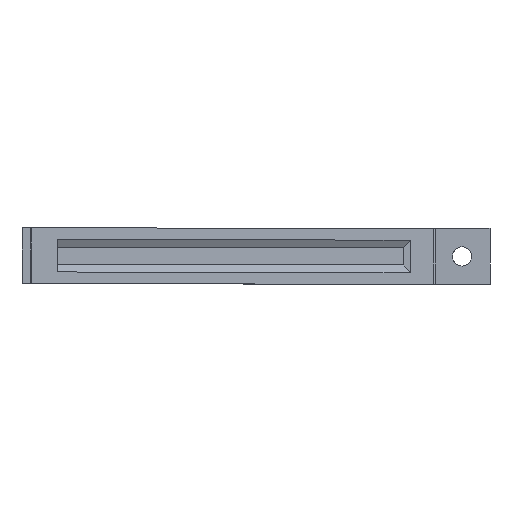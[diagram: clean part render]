
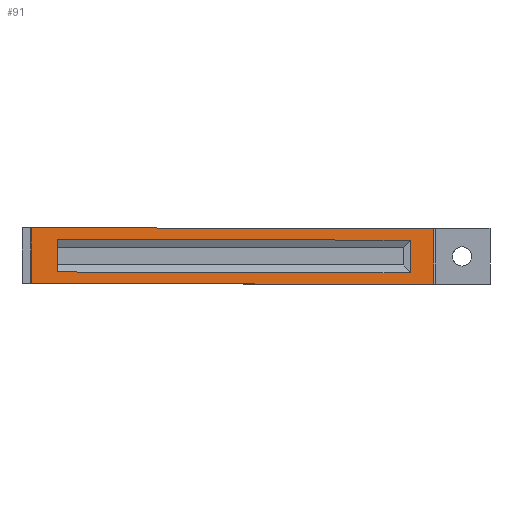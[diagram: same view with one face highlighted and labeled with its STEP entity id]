
A CAD part, top view. The second image highlights one B-rep face of the part: STEP entity #91.
In plain terms, the highlighted planar face has unit normal (0.707, 0, 0.707).
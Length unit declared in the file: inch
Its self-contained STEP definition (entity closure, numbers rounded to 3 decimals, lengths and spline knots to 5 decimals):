
#91=ADVANCED_FACE('',(#201,#202),#203,.T.);
#201=FACE_OUTER_BOUND('',#374,.T.);
#202=FACE_BOUND('',#375,.T.);
#203=PLANE('',#376);
#374=EDGE_LOOP('',(#649,#650,#651,#652,#653,#654,#655,#656));
#375=EDGE_LOOP('',(#657,#658,#659,#660));
#376=AXIS2_PLACEMENT_3D('',#661,#662,#663);
#649=ORIENTED_EDGE('',*,*,#932,.T.);
#650=ORIENTED_EDGE('',*,*,#917,.T.);
#651=ORIENTED_EDGE('',*,*,#888,.F.);
#652=ORIENTED_EDGE('',*,*,#908,.T.);
#653=ORIENTED_EDGE('',*,*,#933,.T.);
#654=ORIENTED_EDGE('',*,*,#921,.F.);
#655=ORIENTED_EDGE('',*,*,#934,.T.);
#656=ORIENTED_EDGE('',*,*,#935,.T.);
#657=ORIENTED_EDGE('',*,*,#936,.F.);
#658=ORIENTED_EDGE('',*,*,#937,.F.);
#659=ORIENTED_EDGE('',*,*,#904,.F.);
#660=ORIENTED_EDGE('',*,*,#938,.F.);
#661=CARTESIAN_POINT('',(4.93662,1.39903,11.19355));
#662=DIRECTION('',(0.707,0.0,0.707));
#663=DIRECTION('',(-0.707,0.0,0.707));
#888=EDGE_CURVE('',#1049,#1044,#1051,.T.);
#904=EDGE_CURVE('',#1076,#1078,#1079,.T.);
#908=EDGE_CURVE('',#1049,#1083,#1085,.T.);
#917=EDGE_CURVE('',#1094,#1044,#1098,.T.);
#921=EDGE_CURVE('',#1102,#1100,#1104,.T.);
#932=EDGE_CURVE('',#1121,#1094,#1122,.T.);
#933=EDGE_CURVE('',#1083,#1100,#1123,.T.);
#934=EDGE_CURVE('',#1102,#1124,#1125,.T.);
#935=EDGE_CURVE('',#1124,#1121,#1126,.T.);
#936=EDGE_CURVE('',#1127,#1128,#1129,.T.);
#937=EDGE_CURVE('',#1078,#1127,#1130,.T.);
#938=EDGE_CURVE('',#1128,#1076,#1131,.T.);
#1044=VERTEX_POINT('',#1300);
#1049=VERTEX_POINT('',#1307);
#1051=LINE('',#1310,#1311);
#1076=VERTEX_POINT('',#1378);
#1078=VERTEX_POINT('',#1385);
#1079=LINE('',#1386,#1387);
#1083=VERTEX_POINT('',#1392);
#1085=LINE('',#1395,#1396);
#1094=VERTEX_POINT('',#1419);
#1098=LINE('',#1425,#1426);
#1100=VERTEX_POINT('',#1428);
#1102=VERTEX_POINT('',#1430);
#1104=LINE('',#1432,#1433);
#1121=VERTEX_POINT('',#1455);
#1122=LINE('',#1456,#1457);
#1123=LINE('',#1458,#1459);
#1124=VERTEX_POINT('',#1460);
#1125=LINE('',#1461,#1462);
#1126=LINE('',#1463,#1464);
#1127=VERTEX_POINT('',#1465);
#1128=VERTEX_POINT('',#1466);
#1129=LINE('',#1467,#1468);
#1130=LINE('',#1469,#1470);
#1131=B_SPLINE_CURVE_WITH_KNOTS('',3,(#1471,#1472,#1473,#1474,#1475,#1476),.UNSPECIFIED.,.F.,.F.,(4,2,4),(-1.41303,-0.94066,-0.46828),.UNSPECIFIED.);
#1300=CARTESIAN_POINT('',(5.32377,-0.22628,10.8064));
#1307=CARTESIAN_POINT('',(15.48843,-0.22628,0.64174));
#1310=CARTESIAN_POINT('',(15.48843,-0.22628,0.64174));
#1311=VECTOR('',#1673,1.);
#1378=CARTESIAN_POINT('',(15.57892,1.05876,0.55125));
#1385=CARTESIAN_POINT('',(5.30538,1.05876,10.82478));
#1386=CARTESIAN_POINT('',(15.48843,1.05876,0.64174));
#1387=VECTOR('',#1683,1.);
#1392=CARTESIAN_POINT('',(15.48843,-0.22597,0.64174));
#1395=CARTESIAN_POINT('',(15.48843,-0.22628,0.64174));
#1396=VECTOR('',#1686,1.);
#1419=CARTESIAN_POINT('',(5.32377,-0.22597,10.8064));
#1425=CARTESIAN_POINT('',(5.32377,-0.22628,10.8064));
#1426=VECTOR('',#1692,1.);
#1428=CARTESIAN_POINT('',(16.26271,-0.22597,-0.13254));
#1430=CARTESIAN_POINT('',(16.26271,1.39903,-0.13254));
#1432=CARTESIAN_POINT('',(16.26271,1.39903,-0.13254));
#1433=VECTOR('',#1699,1.);
#1455=CARTESIAN_POINT('',(4.54947,-0.22597,11.58069));
#1456=CARTESIAN_POINT('',(5.32377,-0.22597,10.8064));
#1457=VECTOR('',#1711,1.);
#1458=CARTESIAN_POINT('',(16.26271,-0.22597,-0.13254));
#1459=VECTOR('',#1712,1.);
#1460=CARTESIAN_POINT('',(4.54947,1.39903,11.58069));
#1461=CARTESIAN_POINT('',(16.26271,1.39903,-0.13254));
#1462=VECTOR('',#1713,1.);
#1463=CARTESIAN_POINT('',(4.54947,1.39903,11.58069));
#1464=VECTOR('',#1714,1.);
#1465=CARTESIAN_POINT('',(5.30538,0.114,10.82478));
#1466=CARTESIAN_POINT('',(15.57892,0.114,0.55125));
#1467=CARTESIAN_POINT('',(10.21253,0.114,5.91764));
#1468=VECTOR('',#1715,1.);
#1469=CARTESIAN_POINT('',(5.30538,1.39903,10.82478));
#1470=VECTOR('',#1716,1.);
#1471=CARTESIAN_POINT('',(15.57892,0.114,0.55125));
#1472=CARTESIAN_POINT('',(15.57892,0.27146,0.55125));
#1473=CARTESIAN_POINT('',(15.57892,0.42892,0.55125));
#1474=CARTESIAN_POINT('',(15.57892,0.74384,0.55125));
#1475=CARTESIAN_POINT('',(15.57892,0.9013,0.55125));
#1476=CARTESIAN_POINT('',(15.57892,1.05876,0.55125));
#1673=DIRECTION('',(-0.707,0.,0.707));
#1683=DIRECTION('',(-0.707,0.,0.707));
#1686=DIRECTION('',(0.,1.0,0.));
#1692=DIRECTION('',(0.,-1.0,0.));
#1699=DIRECTION('',(0.0,-1.0,0.0));
#1711=DIRECTION('',(0.707,0.0,-0.707));
#1712=DIRECTION('',(0.707,0.0,-0.707));
#1713=DIRECTION('',(-0.707,0.0,0.707));
#1714=DIRECTION('',(0.0,-1.0,0.0));
#1715=DIRECTION('',(0.707,0.,-0.707));
#1716=DIRECTION('',(0.0,-1.0,0.0));
